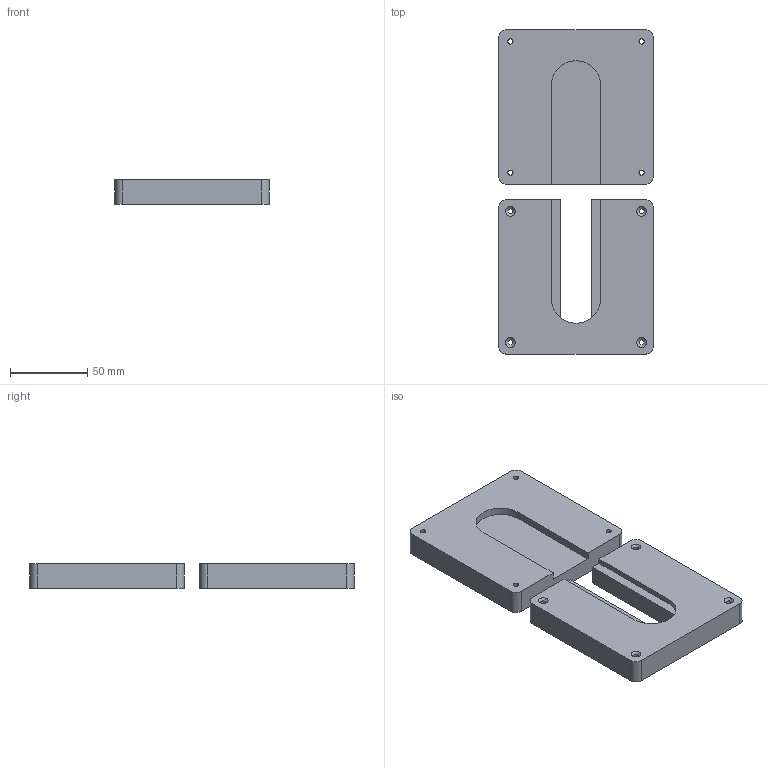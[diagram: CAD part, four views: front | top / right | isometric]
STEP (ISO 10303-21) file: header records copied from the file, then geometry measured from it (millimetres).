
FILE_DESCRIPTION (( 'STEP AP214' ), '1' );
FILE_NAME ('Mount_bbm.STEP', '2022-10-09T06:52:46', ( '' ), ( '' ), 'SwSTEP 2.0', 'SolidWorks 2021', '' );
FILE_SCHEMA (( 'AUTOMOTIVE_DESIGN' ));
Length unit declared in the file: millimetre
Products named in the file (3): Mount_bbm; Monitor_mount_02; Monitor_mount_01
Assembly tree (2 placements, depth 2):
  Mount_bbm
    Monitor_mount_01
    Monitor_mount_02
Bounding box: 100 x 210 x 16 mm (x, y, z)
Volume: 277545.7 mm3; surface area: 53656.2 mm2
Topology: 2 solids, 2 shells, 56 faces, 148 edges, 96 vertices
Faces by surface type: cylinder 26, plane 22, cone 8
Entity records: 1892 total; most frequent: DIRECTION 332, CARTESIAN_POINT 305, ORIENTED_EDGE 296, EDGE_CURVE 148, AXIS2_PLACEMENT_3D 123, VERTEX_POINT 96, VECTOR 86, LINE 86
